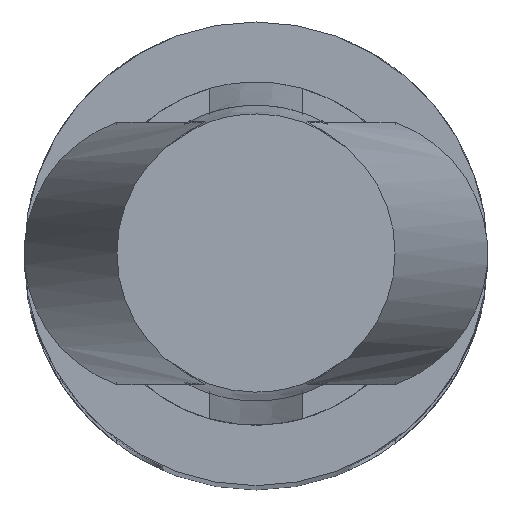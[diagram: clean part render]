
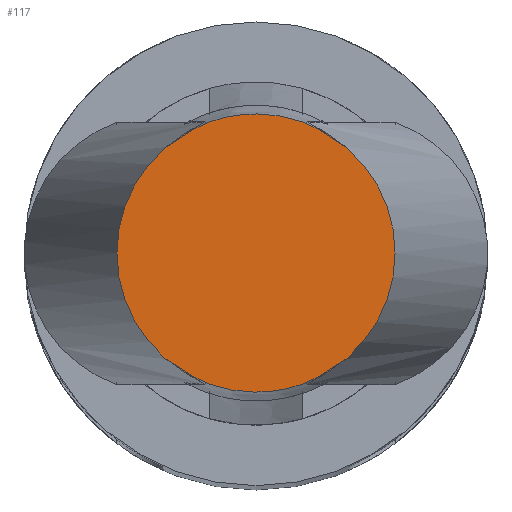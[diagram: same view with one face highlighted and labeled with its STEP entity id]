
A CAD part, top view. The second image highlights one B-rep face of the part: STEP entity #117.
In plain terms, the highlighted planar face has unit normal (0, 0, 1).
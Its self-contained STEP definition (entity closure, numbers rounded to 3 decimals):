
#117 = ADVANCED_FACE( '', ( #291 ), #292, .T. );
#291 = FACE_OUTER_BOUND( '', #528, .T. );
#292 = PLANE( '', #529 );
#528 = EDGE_LOOP( '', ( #925, #926, #927, #928, #929, #930, #931, #932 ) );
#529 = AXIS2_PLACEMENT_3D( '', #933, #934, #935 );
#925 = ORIENTED_EDGE( '', *, *, #1527, .F. );
#926 = ORIENTED_EDGE( '', *, *, #1528, .T. );
#927 = ORIENTED_EDGE( '', *, *, #1529, .F. );
#928 = ORIENTED_EDGE( '', *, *, #1530, .F. );
#929 = ORIENTED_EDGE( '', *, *, #1531, .F. );
#930 = ORIENTED_EDGE( '', *, *, #1532, .T. );
#931 = ORIENTED_EDGE( '', *, *, #1533, .F. );
#932 = ORIENTED_EDGE( '', *, *, #1534, .T. );
#933 = CARTESIAN_POINT( '', ( 0., 0., 18.4 ) );
#934 = DIRECTION( '', ( 0., 0., 1. ) );
#935 = DIRECTION( '', ( 1., 0., 0. ) );
#1527 = EDGE_CURVE( '', #1817, #1818, #1819, .T. );
#1528 = EDGE_CURVE( '', #1817, #1820, #1821, .T. );
#1529 = EDGE_CURVE( '', #1822, #1820, #1823, .T. );
#1530 = EDGE_CURVE( '', #1824, #1822, #1825, .T. );
#1531 = EDGE_CURVE( '', #1826, #1824, #1827, .T. );
#1532 = EDGE_CURVE( '', #1826, #1828, #1829, .T. );
#1533 = EDGE_CURVE( '', #1830, #1828, #1831, .T. );
#1534 = EDGE_CURVE( '', #1830, #1818, #1832, .F. );
#1817 = VERTEX_POINT( '', #2234 );
#1818 = VERTEX_POINT( '', #2235 );
#1819 = CIRCLE( '', #2236, 1.5 );
#1820 = VERTEX_POINT( '', #2237 );
#1821 = B_SPLINE_CURVE_WITH_KNOTS( '', 2, ( #2238, #2239, #2240, #2241, #2242 ), .UNSPECIFIED., .F., .F., ( 3, 2, 3 ), ( 0., 0.5, 1. ), .UNSPECIFIED. );
#1822 = VERTEX_POINT( '', #2243 );
#1823 = CIRCLE( '', #2244, 1.5 );
#1824 = VERTEX_POINT( '', #2245 );
#1825 = CIRCLE( '', #2246, 1.5 );
#1826 = VERTEX_POINT( '', #2247 );
#1827 = CIRCLE( '', #2248, 1.5 );
#1828 = VERTEX_POINT( '', #2249 );
#1829 = B_SPLINE_CURVE_WITH_KNOTS( '', 2, ( #2250, #2251, #2252, #2253, #2254 ), .UNSPECIFIED., .F., .F., ( 3, 2, 3 ), ( 0., 0.5, 1. ), .UNSPECIFIED. );
#1830 = VERTEX_POINT( '', #2255 );
#1831 = CIRCLE( '', #2256, 1.5 );
#1832 = CIRCLE( '', #2257, 1.5 );
#2234 = CARTESIAN_POINT( '', ( -0.5, -1.414, 18.4 ) );
#2235 = CARTESIAN_POINT( '', ( -0.525, -1.405, 18.4 ) );
#2236 = AXIS2_PLACEMENT_3D( '', #2808, #2809, #2810 );
#2237 = CARTESIAN_POINT( '', ( 0.5, -1.414, 18.4 ) );
#2238 = CARTESIAN_POINT( '', ( -0.5, -1.414, 18.4 ) );
#2239 = CARTESIAN_POINT( '', ( -0.258, -1.5, 18.4 ) );
#2240 = CARTESIAN_POINT( '', ( 0., -1.5, 18.4 ) );
#2241 = CARTESIAN_POINT( '', ( 0.257, -1.5, 18.4 ) );
#2242 = CARTESIAN_POINT( '', ( 0.5, -1.414, 18.4 ) );
#2243 = CARTESIAN_POINT( '', ( 0.525, -1.405, 18.4 ) );
#2244 = AXIS2_PLACEMENT_3D( '', #2811, #2812, #2813 );
#2245 = CARTESIAN_POINT( '', ( 0.525, 1.405, 18.4 ) );
#2246 = AXIS2_PLACEMENT_3D( '', #2814, #2815, #2816 );
#2247 = CARTESIAN_POINT( '', ( 0.5, 1.414, 18.4 ) );
#2248 = AXIS2_PLACEMENT_3D( '', #2817, #2818, #2819 );
#2249 = CARTESIAN_POINT( '', ( -0.5, 1.414, 18.4 ) );
#2250 = CARTESIAN_POINT( '', ( 0.5, 1.414, 18.4 ) );
#2251 = CARTESIAN_POINT( '', ( 0.258, 1.5, 18.4 ) );
#2252 = CARTESIAN_POINT( '', ( 0., 1.5, 18.4 ) );
#2253 = CARTESIAN_POINT( '', ( -0.257, 1.5, 18.4 ) );
#2254 = CARTESIAN_POINT( '', ( -0.5, 1.414, 18.4 ) );
#2255 = CARTESIAN_POINT( '', ( -0.525, 1.405, 18.4 ) );
#2256 = AXIS2_PLACEMENT_3D( '', #2820, #2821, #2822 );
#2257 = AXIS2_PLACEMENT_3D( '', #2823, #2824, #2825 );
#2808 = CARTESIAN_POINT( '', ( 0., 0., 18.4 ) );
#2809 = DIRECTION( '', ( 0., 0., -1. ) );
#2810 = DIRECTION( '', ( 0., 1., 0. ) );
#2811 = CARTESIAN_POINT( '', ( 0., 0., 18.4 ) );
#2812 = DIRECTION( '', ( 0., 0., -1. ) );
#2813 = DIRECTION( '', ( 0., 1., 0. ) );
#2814 = CARTESIAN_POINT( '', ( 0., 0., 18.4 ) );
#2815 = DIRECTION( '', ( 0., 0., -1. ) );
#2816 = DIRECTION( '', ( 0., 1., 0. ) );
#2817 = CARTESIAN_POINT( '', ( 0., 0., 18.4 ) );
#2818 = DIRECTION( '', ( 0., 0., -1. ) );
#2819 = DIRECTION( '', ( 0., 1., 0. ) );
#2820 = CARTESIAN_POINT( '', ( 0., 0., 18.4 ) );
#2821 = DIRECTION( '', ( 0., 0., -1. ) );
#2822 = DIRECTION( '', ( 0., 1., 0. ) );
#2823 = CARTESIAN_POINT( '', ( 0., 0., 18.4 ) );
#2824 = DIRECTION( '', ( 0., 0., -1. ) );
#2825 = DIRECTION( '', ( 1., 0., 0. ) );
